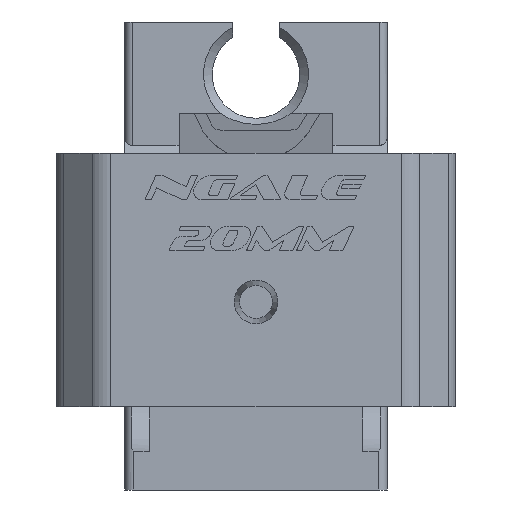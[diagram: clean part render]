
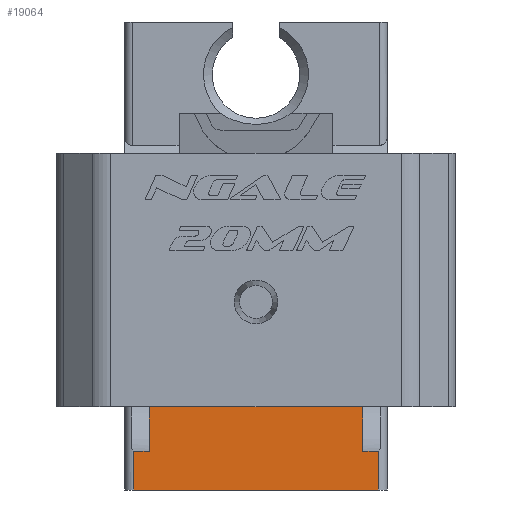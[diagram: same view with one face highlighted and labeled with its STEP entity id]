
A CAD part, left-side view. The second image highlights one B-rep face of the part: STEP entity #19064.
In plain terms, the highlighted planar face has unit normal (-1, 0, 0).
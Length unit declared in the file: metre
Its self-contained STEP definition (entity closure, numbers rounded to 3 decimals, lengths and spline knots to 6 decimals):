
#2891=ORIENTED_EDGE('',*,*,#7996,.T.);
#2892=ORIENTED_EDGE('',*,*,#7584,.F.);
#2893=ORIENTED_EDGE('',*,*,#8001,.F.);
#2894=ORIENTED_EDGE('',*,*,#7599,.F.);
#2895=ORIENTED_EDGE('',*,*,#8000,.T.);
#2896=ORIENTED_EDGE('',*,*,#8002,.T.);
#2897=ORIENTED_EDGE('',*,*,#7611,.T.);
#2898=ORIENTED_EDGE('',*,*,#7609,.T.);
#7584=EDGE_CURVE('',#10420,#10421,#12265,.T.);
#7599=EDGE_CURVE('',#10433,#10434,#12273,.T.);
#7609=EDGE_CURVE('',#10437,#10439,#12275,.T.);
#7611=EDGE_CURVE('',#10440,#10437,#12277,.T.);
#7996=EDGE_CURVE('',#10439,#10421,#12511,.T.);
#8000=EDGE_CURVE('',#10433,#10643,#12514,.T.);
#8001=EDGE_CURVE('',#10434,#10420,#12515,.T.);
#8002=EDGE_CURVE('',#10643,#10440,#12516,.T.);
#10420=VERTEX_POINT('',#27464);
#10421=VERTEX_POINT('',#27466);
#10433=VERTEX_POINT('',#27515);
#10434=VERTEX_POINT('',#27516);
#10437=VERTEX_POINT('',#27560);
#10439=VERTEX_POINT('',#27570);
#10440=VERTEX_POINT('',#27575);
#10643=VERTEX_POINT('',#31203);
#12265=LINE('',#27465,#14370);
#12273=LINE('',#27514,#14378);
#12275=LINE('',#27571,#14380);
#12277=LINE('',#27574,#14382);
#12511=LINE('',#31196,#14616);
#12514=LINE('',#31204,#14619);
#12515=LINE('',#31206,#14620);
#12516=LINE('',#31207,#14621);
#14370=VECTOR('',#21685,1.);
#14378=VECTOR('',#21703,1.);
#14380=VECTOR('',#21705,1.);
#14382=VECTOR('',#21709,1.);
#14616=VECTOR('',#22209,1.);
#14619=VECTOR('',#22220,1.);
#14620=VECTOR('',#22223,1.);
#14621=VECTOR('',#22224,1.);
#16187=EDGE_LOOP('',(#2891,#2892,#2893,#2894,#2895,#2896,#2897,#2898));
#17304=FACE_BOUND('',#16187,.T.);
#18278=PLANE('',#20071);
#19064=ADVANCED_FACE('',(#17304),#18278,.F.);
#20071=AXIS2_PLACEMENT_3D('',#31205,#22221,#22222);
#21685=DIRECTION('',(0.,-1.,0.));
#21703=DIRECTION('',(0.,-1.,0.));
#21705=DIRECTION('',(0.,1.,0.));
#21709=DIRECTION('',(0.,0.,1.));
#22209=DIRECTION('',(0.,0.,1.));
#22220=DIRECTION('',(0.,0.,-1.));
#22221=DIRECTION('',(1.,0.,0.));
#22222=DIRECTION('',(0.,1.,0.));
#22223=DIRECTION('',(0.,0.,1.));
#22224=DIRECTION('',(0.,-1.,0.));
#27464=CARTESIAN_POINT('',(0.013,0.0122,-0.002));
#27465=CARTESIAN_POINT('',(0.013,0.0122,-0.002));
#27466=CARTESIAN_POINT('',(0.013,-0.0122,-0.002));
#27514=CARTESIAN_POINT('',(0.013,0.0142,-0.007074));
#27515=CARTESIAN_POINT('',(0.013,0.014,-0.007074));
#27516=CARTESIAN_POINT('',(0.013,0.0122,-0.007074));
#27560=CARTESIAN_POINT('',(0.013,-0.014,-0.007074));
#27570=CARTESIAN_POINT('',(0.013,-0.0122,-0.007074));
#27571=CARTESIAN_POINT('',(0.013,-0.0142,-0.007074));
#27574=CARTESIAN_POINT('',(0.013,-0.014,-0.0095));
#27575=CARTESIAN_POINT('',(0.013,-0.014,-0.0115));
#31196=CARTESIAN_POINT('',(0.013,-0.0122,0.));
#31203=CARTESIAN_POINT('',(0.013,0.014,-0.0115));
#31204=CARTESIAN_POINT('',(0.013,0.014,-0.0095));
#31205=CARTESIAN_POINT('',(0.013,0.,-0.0095));
#31206=CARTESIAN_POINT('',(0.013,0.0122,0.));
#31207=CARTESIAN_POINT('',(0.013,0.,-0.0115));
